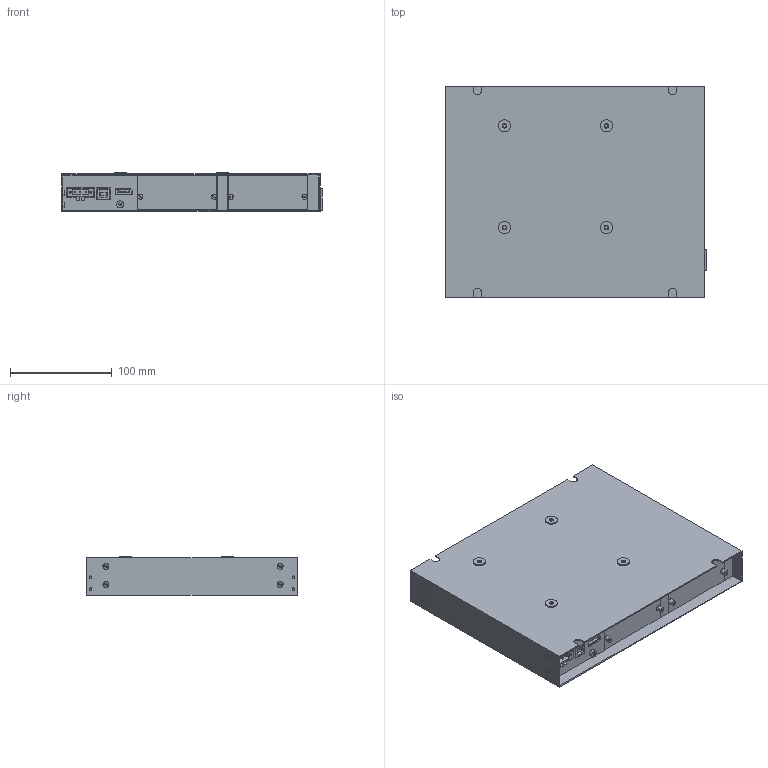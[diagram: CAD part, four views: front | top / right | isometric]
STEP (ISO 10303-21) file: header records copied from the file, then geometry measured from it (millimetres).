
FILE_DESCRIPTION(('STEP AP242'),'1');
FILE_NAME('hmidadp11.stp','2021-08-14T23:46:21',('TraceParts'),('TraceParts S.A.'),'Spatial InterOp 3D',' ',' ');
FILE_SCHEMA(('AP242_MANAGED_MODEL_BASED_3D_ENGINEERING_MIM_LF {1 0 10303 442 1 1 4}'));
Length unit declared in the file: millimetre
Products named in the file (1): hmidadp11_1
Bounding box: 256 x 207 x 38.2 mm (x, y, z)
Volume: 165699.7 mm3; surface area: 281790.5 mm2
Topology: 31 solids, 31 shells, 592 faces, 1458 edges, 972 vertices
Faces by surface type: plane 450, cylinder 142
Entity records: 17657 total; most frequent: CARTESIAN_POINT 3053, DIRECTION 3004, ORIENTED_EDGE 2916, EDGE_CURVE 1458, LINE 1158, VECTOR 1158, VERTEX_POINT 972, AXIS2_PLACEMENT_3D 923
